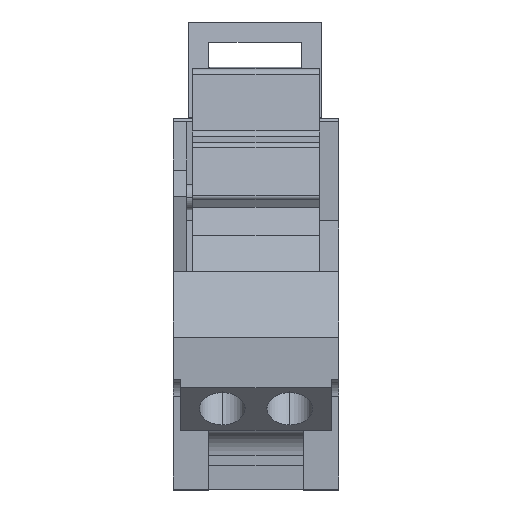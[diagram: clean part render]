
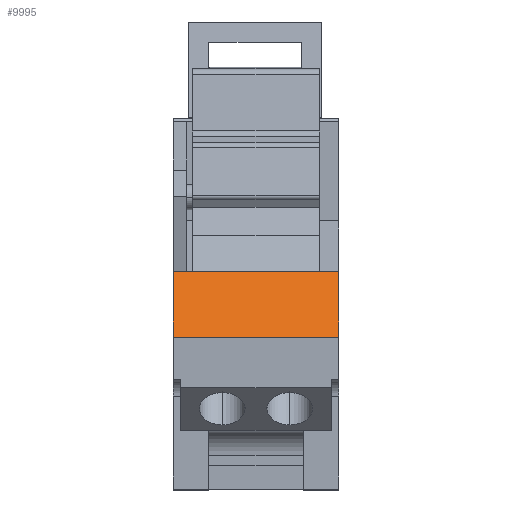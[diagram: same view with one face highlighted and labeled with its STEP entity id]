
A CAD part, top view. The second image highlights one B-rep face of the part: STEP entity #9995.
In plain terms, the highlighted planar face has unit normal (0, 0.458, 0.889).
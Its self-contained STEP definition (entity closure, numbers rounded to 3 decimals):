
#3889=EDGE_CURVE('',#6153,#6671,#10983,.T.);
#3911=VERTEX_POINT('',#11010);
#4439=EDGE_CURVE('',#8149,#3911,#11585,.T.);
#5709=VERTEX_POINT('',#12980);
#6153=VERTEX_POINT('',#13468);
#6671=VERTEX_POINT('',#14038);
#6925=EDGE_CURVE('',#3911,#6153,#14313,.T.);
#8149=VERTEX_POINT('',#15640);
#9483=EDGE_CURVE('',#5709,#8149,#17110,.T.);
#9995=ADVANCED_FACE('',(#17672),#17673,.T.);
#10069=EDGE_CURVE('',#5709,#6671,#17754,.T.);
#10983=LINE('',#18870,#18871);
#11010=CARTESIAN_POINT('',(-4.1,-8.915,15.999));
#11585=LINE('',#19747,#19748);
#12980=CARTESIAN_POINT('',(4.9,-12.8,18.0));
#13468=CARTESIAN_POINT('',(-4.9,-8.915,15.999));
#14038=CARTESIAN_POINT('',(-4.9,-12.8,18.0));
#14313=LINE('',#23662,#23663);
#15640=CARTESIAN_POINT('',(4.9,-8.915,15.999));
#17110=LINE('',#27680,#27681);
#17672=FACE_OUTER_BOUND('',#28493,.T.);
#17673=PLANE('',#28494);
#17754=LINE('',#28608,#28609);
#18870=CARTESIAN_POINT('',(-4.9,-12.8,18.0));
#18871=VECTOR('',#29770,1.);
#19747=CARTESIAN_POINT('',(4.9,-8.915,15.999));
#19748=VECTOR('',#30348,1.0);
#23662=CARTESIAN_POINT('',(4.9,-8.915,15.999));
#23663=VECTOR('',#33132,1.0);
#27680=CARTESIAN_POINT('',(4.9,-12.8,18.0));
#27681=VECTOR('',#36156,1.0);
#28493=EDGE_LOOP('',(#36720,#36721,#36722,#36723,#36724));
#28494=AXIS2_PLACEMENT_3D('',#36725,#36726,#36727);
#28608=CARTESIAN_POINT('',(4.9,-12.8,18.0));
#28609=VECTOR('',#36800,1.0);
#29770=DIRECTION('',(0.0,-0.889,0.458));
#30348=DIRECTION('',(-1.0,0.0,0.0));
#33132=DIRECTION('',(-1.0,0.0,0.0));
#36156=DIRECTION('',(0.0,0.889,-0.458));
#36720=ORIENTED_EDGE('',*,*,#3889,.T.);
#36721=ORIENTED_EDGE('',*,*,#10069,.F.);
#36722=ORIENTED_EDGE('',*,*,#9483,.T.);
#36723=ORIENTED_EDGE('',*,*,#4439,.T.);
#36724=ORIENTED_EDGE('',*,*,#6925,.T.);
#36725=CARTESIAN_POINT('',(4.9,-8.915,15.999));
#36726=DIRECTION('',(0.0,0.458,0.889));
#36727=DIRECTION('',(0.0,0.889,-0.458));
#36800=DIRECTION('',(-1.0,0.0,0.0));
